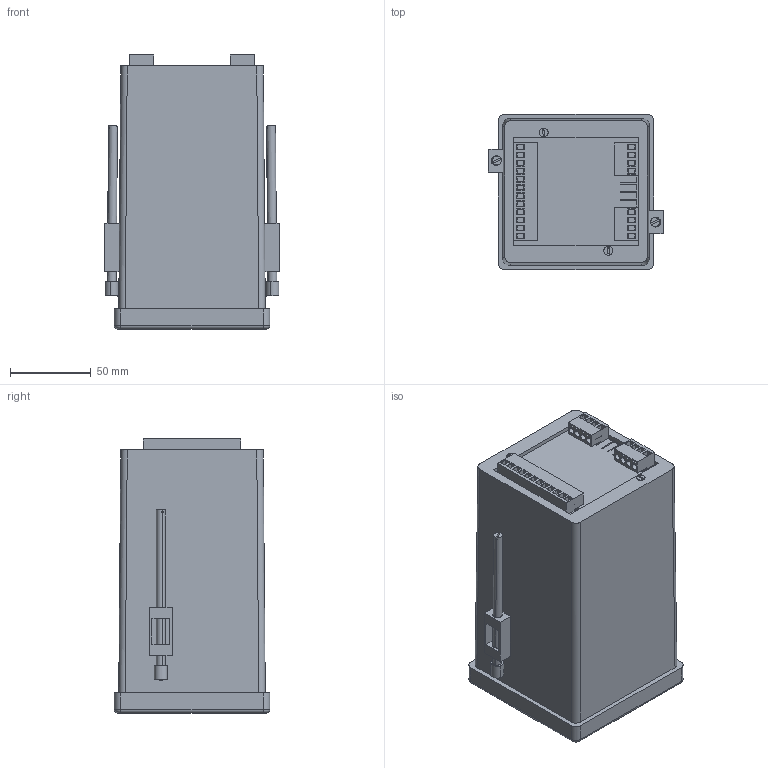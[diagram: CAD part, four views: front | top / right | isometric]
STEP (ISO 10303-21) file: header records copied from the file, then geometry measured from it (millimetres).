
FILE_DESCRIPTION (( 'STEP AP214' ), '1' );
FILE_NAME ('IC-150-07.STEP', '2022-01-17T14:30:35', ( '' ), ( '' ), 'SwSTEP 2.0', 'SolidWorks 2017', '' );
FILE_SCHEMA (( 'AUTOMOTIVE_DESIGN' ));
Length unit declared in the file: millimetre
Products named in the file (32): Front Plate FP-96-01-Red; BrassInserta; Case IC-150; IC-150-EuroTermPCB; Screw-Countershank; Clamp-110; Clamp-Metal-110; Clamp-Plastic-2; IC-150-07; BP-96-EuroTerminals; Terminal5mm-4Plug-In; Terminal5mm-12Plug-In; BP-96-Euro; Clamp-Plastic-1
Assembly tree (18 placements, depth 3):
  Front Plate FP-96-01-Red
  Case IC-150
  BrassInserta
  IC-150-EuroTermPCB
  Screw-Countershank
Bounding box: 108.12 x 96 x 169.3 mm (x, y, z)
Volume: 224255.6 mm3; surface area: 225498.2 mm2
Topology: 18 solids, 18 shells, 945 faces, 2410 edges, 1566 vertices
Faces by surface type: plane 667, cylinder 262, cone 12, torus 4
Entity records: 23108 total; most frequent: CARTESIAN_POINT 3891, DIRECTION 3852, ORIENTED_EDGE 3754, EDGE_CURVE 1877, LINE 1396, VECTOR 1396, AXIS2_PLACEMENT_3D 1228, VERTEX_POINT 1219
